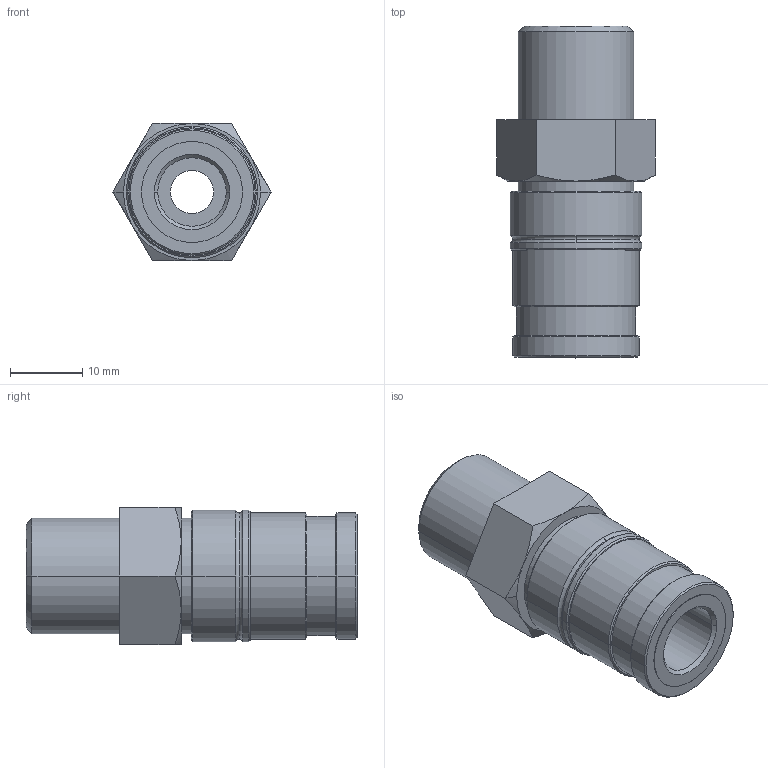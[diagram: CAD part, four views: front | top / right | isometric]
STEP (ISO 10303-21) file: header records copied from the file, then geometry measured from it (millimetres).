
FILE_DESCRIPTION(('STEP AP214'),'1');
FILE_NAME('esdmf_1615_aab.stp','2020-04-22T06:12:51',('TraceParts'),('TraceParts S.A.'),'Spatial InterOp 3D',' ',' ');
FILE_SCHEMA(('automotive_design'));
Length unit declared in the file: millimetre
Products named in the file (1): 1
Bounding box: 21.94 x 46 x 19 mm (x, y, z)
Volume: 9022.4 mm3; surface area: 4221.7 mm2
Topology: 1 solids, 1 shells, 64 faces, 136 edges, 82 vertices
Faces by surface type: cone 24, cylinder 20, plane 16, torus 4
Entity records: 2270 total; most frequent: CARTESIAN_POINT 331, DIRECTION 328, ORIENTED_EDGE 272, AXIS2_PLACEMENT_3D 139, EDGE_CURVE 136, VERTEX_POINT 82, EDGE_LOOP 74, CIRCLE 74
